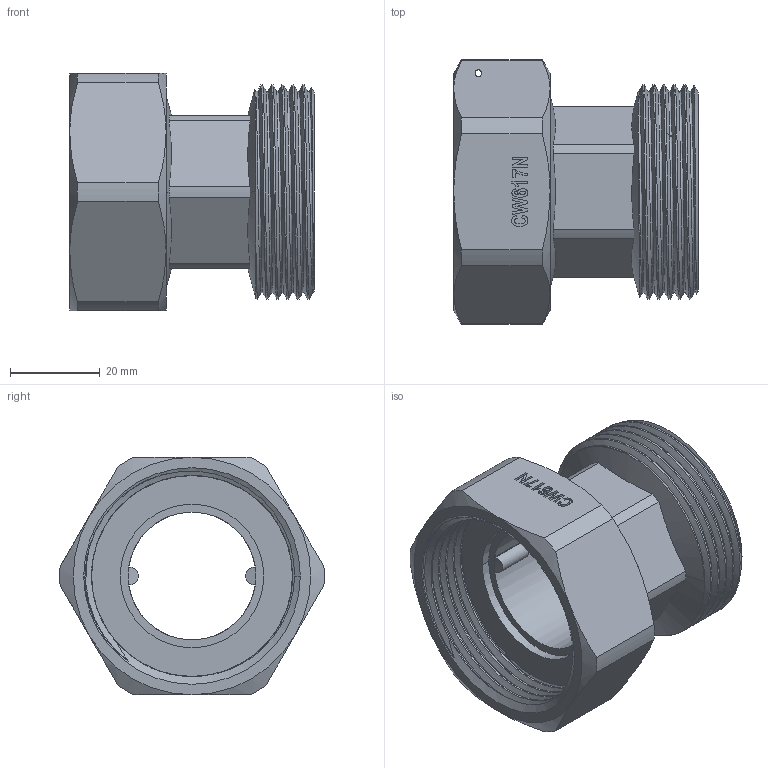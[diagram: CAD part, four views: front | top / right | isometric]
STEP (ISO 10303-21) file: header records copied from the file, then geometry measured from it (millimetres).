
FILE_DESCRIPTION((''),'2;1');
FILE_NAME('F16133008_ASM','2023-12-06T16:29:04',('admin'),(''),'CREO PARAMETRIC BY PTC INC, 2018400','CREO PARAMETRIC BY PTC INC, 2018400','');
FILE_SCHEMA(('CONFIG_CONTROL_DESIGN','SHAPE_APPEARANCE_LAYERS_GROUPS'));
Length unit declared in the file: millimetre
Products named in the file (5): FJ1641133008W; FJ1615133008W; VT19000608; VT13013308; F16133008_ASM
Assembly tree (4 placements, depth 2):
  F16133008_ASM
    FJ1641133008W
    FJ1615133008W
    VT19000608
    VT13013308
Bounding box: 54.55 x 58.98 x 53 mm (x, y, z)
Volume: 40724.1 mm3; surface area: 26729.6 mm2
Topology: 4 solids, 4 shells, 218 faces, 567 edges, 364 vertices
Faces by surface type: plane 67, cylinder 53, extrusion 47, cone 34, bspline 15, torus 2
Entity records: 13969 total; most frequent: CARTESIAN_POINT 7158, ORIENTED_EDGE 1134, DIRECTION 816, PRESENTATION_STYLE_ASSIGNMENT 571, STYLED_ITEM 571, CURVE_STYLE 567, EDGE_CURVE 567, VERTEX_POINT 364
